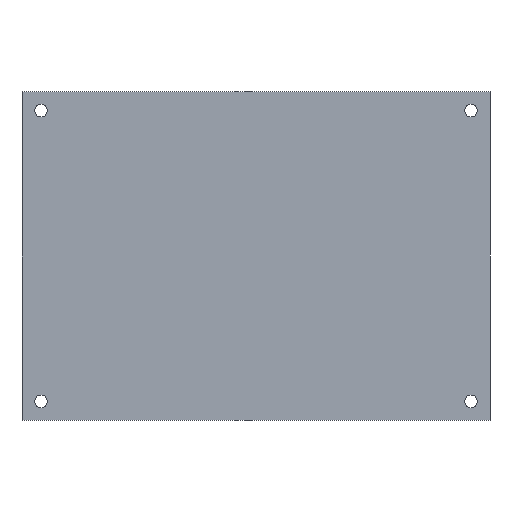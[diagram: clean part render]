
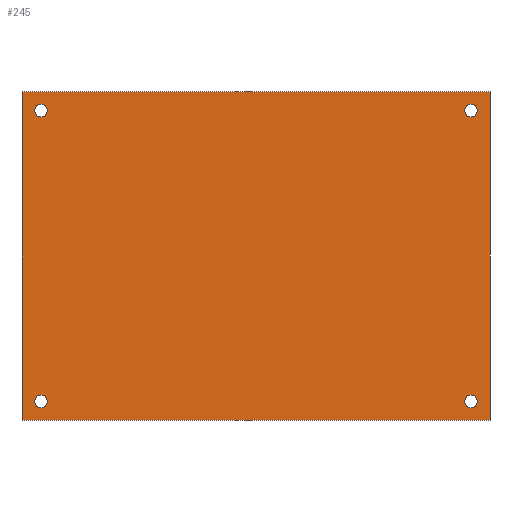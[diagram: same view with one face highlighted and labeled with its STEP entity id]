
A CAD part, front view. The second image highlights one B-rep face of the part: STEP entity #245.
In plain terms, the highlighted planar face has unit normal (0, -1, 0).
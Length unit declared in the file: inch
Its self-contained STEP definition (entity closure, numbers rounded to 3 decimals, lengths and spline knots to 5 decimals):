
#9 = EDGE_CURVE ( 'NONE', #311, #395, #418, .T. ) ;
#13 = AXIS2_PLACEMENT_3D ( 'NONE', #484, #74, #352 ) ;
#14 = EDGE_LOOP ( 'NONE', ( #400, #215 ) ) ;
#18 = CARTESIAN_POINT ( 'NONE',  ( 8.5, 0., -6. ) ) ;
#20 = VERTEX_POINT ( 'NONE', #519 ) ;
#23 = CIRCLE ( 'NONE', #296, 0.25 ) ;
#24 = VERTEX_POINT ( 'NONE', #248 ) ;
#25 = EDGE_CURVE ( 'NONE', #396, #439, #338, .T. ) ;
#26 = CARTESIAN_POINT ( 'NONE',  ( -9.25, 0., -6.5 ) ) ;
#27 = CARTESIAN_POINT ( 'NONE',  ( -9.25, 0., -6.5 ) ) ;
#30 = FACE_BOUND ( 'NONE', #33, .T. ) ;
#33 = EDGE_LOOP ( 'NONE', ( #461, #56 ) ) ;
#34 = PLANE ( 'NONE',  #188 ) ;
#36 = EDGE_CURVE ( 'NONE', #108, #20, #151, .T. ) ;
#39 = CARTESIAN_POINT ( 'NONE',  ( 8.5, 0., 6. ) ) ;
#56 = ORIENTED_EDGE ( 'NONE', *, *, #525, .F. ) ;
#64 = ORIENTED_EDGE ( 'NONE', *, *, #193, .F. ) ;
#74 = DIRECTION ( 'NONE',  ( 0., -1., 0. ) ) ;
#80 = CARTESIAN_POINT ( 'NONE',  ( -9.25, 0., 6.5 ) ) ;
#82 = ORIENTED_EDGE ( 'NONE', *, *, #185, .F. ) ;
#84 = AXIS2_PLACEMENT_3D ( 'NONE', #403, #398, #473 ) ;
#93 = DIRECTION ( 'NONE',  ( 0., 1., 0. ) ) ;
#101 = DIRECTION ( 'NONE',  ( 0., -1., 0. ) ) ;
#102 = DIRECTION ( 'NONE',  ( 0., 0., -1. ) ) ;
#104 = CIRCLE ( 'NONE', #312, 0.25 ) ;
#106 = DIRECTION ( 'NONE',  ( 0., -1., 0. ) ) ;
#107 = AXIS2_PLACEMENT_3D ( 'NONE', #160, #106, #203 ) ;
#108 = VERTEX_POINT ( 'NONE', #27 ) ;
#116 = CARTESIAN_POINT ( 'NONE',  ( 8.5, 0., 5.75 ) ) ;
#122 = VERTEX_POINT ( 'NONE', #531 ) ;
#134 = EDGE_LOOP ( 'NONE', ( #187, #497 ) ) ;
#137 = EDGE_LOOP ( 'NONE', ( #363, #158, #82, #228 ) ) ;
#144 = CARTESIAN_POINT ( 'NONE',  ( 8.5, 0., -5.5 ) ) ;
#147 = CARTESIAN_POINT ( 'NONE',  ( -9.25, 0., 6.5 ) ) ;
#151 = LINE ( 'NONE', #323, #181 ) ;
#158 = ORIENTED_EDGE ( 'NONE', *, *, #231, .F. ) ;
#160 = CARTESIAN_POINT ( 'NONE',  ( -8.5, 0., -5.75 ) ) ;
#161 = DIRECTION ( 'NONE',  ( 0., 0., -1. ) ) ;
#164 = DIRECTION ( 'NONE',  ( 0., -1., 0. ) ) ;
#168 = CARTESIAN_POINT ( 'NONE',  ( 8.5, 0., 5.5 ) ) ;
#181 = VECTOR ( 'NONE', #482, 39.37008 ) ;
#184 = EDGE_LOOP ( 'NONE', ( #528, #64 ) ) ;
#185 = EDGE_CURVE ( 'NONE', #20, #456, #192, .T. ) ;
#187 = ORIENTED_EDGE ( 'NONE', *, *, #446, .F. ) ;
#188 = AXIS2_PLACEMENT_3D ( 'NONE', #80, #93, #481 ) ;
#190 = VERTEX_POINT ( 'NONE', #516 ) ;
#192 = LINE ( 'NONE', #147, #427 ) ;
#193 = EDGE_CURVE ( 'NONE', #122, #24, #303, .T. ) ;
#203 = DIRECTION ( 'NONE',  ( 0., 0., -1. ) ) ;
#215 = ORIENTED_EDGE ( 'NONE', *, *, #25, .F. ) ;
#216 = AXIS2_PLACEMENT_3D ( 'NONE', #468, #308, #102 ) ;
#226 = CARTESIAN_POINT ( 'NONE',  ( -8.5, 0., -5.5 ) ) ;
#228 = ORIENTED_EDGE ( 'NONE', *, *, #36, .F. ) ;
#229 = CIRCLE ( 'NONE', #216, 0.25 ) ;
#230 = CARTESIAN_POINT ( 'NONE',  ( -8.5, 0., 5.75 ) ) ;
#231 = EDGE_CURVE ( 'NONE', #456, #190, #510, .T. ) ;
#234 = DIRECTION ( 'NONE',  ( 1., 0., 0. ) ) ;
#238 = CARTESIAN_POINT ( 'NONE',  ( 8.5, 0., 5.75 ) ) ;
#239 = DIRECTION ( 'NONE',  ( 0., -1., 0. ) ) ;
#245 = ADVANCED_FACE ( 'NONE', ( #289, #454, #409, #255, #30 ), #34, .F. ) ;
#247 = DIRECTION ( 'NONE',  ( 0., 0., -1. ) ) ;
#248 = CARTESIAN_POINT ( 'NONE',  ( -8.5, 0., 5.5 ) ) ;
#249 = DIRECTION ( 'NONE',  ( 0., -1., 0. ) ) ;
#255 = FACE_BOUND ( 'NONE', #134, .T. ) ;
#263 = VECTOR ( 'NONE', #161, 39.37008 ) ;
#275 = DIRECTION ( 'NONE',  ( -1., 0., 0. ) ) ;
#279 = EDGE_CURVE ( 'NONE', #24, #122, #23, .T. ) ;
#280 = CIRCLE ( 'NONE', #13, 0.25 ) ;
#289 = FACE_OUTER_BOUND ( 'NONE', #137, .T. ) ;
#296 = AXIS2_PLACEMENT_3D ( 'NONE', #230, #101, #306 ) ;
#303 = CIRCLE ( 'NONE', #458, 0.25 ) ;
#306 = DIRECTION ( 'NONE',  ( 0., 0., -1. ) ) ;
#308 = DIRECTION ( 'NONE',  ( 0., -1., 0. ) ) ;
#309 = CARTESIAN_POINT ( 'NONE',  ( -8.5, 0., 5.75 ) ) ;
#311 = VERTEX_POINT ( 'NONE', #144 ) ;
#312 = AXIS2_PLACEMENT_3D ( 'NONE', #238, #249, #415 ) ;
#313 = CARTESIAN_POINT ( 'NONE',  ( -8.5, 0., -6. ) ) ;
#323 = CARTESIAN_POINT ( 'NONE',  ( -9.25, 0., 6.5 ) ) ;
#335 = VECTOR ( 'NONE', #275, 39.37008 ) ;
#338 = CIRCLE ( 'NONE', #107, 0.25 ) ;
#352 = DIRECTION ( 'NONE',  ( 0., 0., -1. ) ) ;
#360 = LINE ( 'NONE', #26, #335 ) ;
#363 = ORIENTED_EDGE ( 'NONE', *, *, #429, .F. ) ;
#373 = EDGE_CURVE ( 'NONE', #439, #396, #229, .T. ) ;
#395 = VERTEX_POINT ( 'NONE', #18 ) ;
#396 = VERTEX_POINT ( 'NONE', #226 ) ;
#398 = DIRECTION ( 'NONE',  ( 0., -1., 0. ) ) ;
#400 = ORIENTED_EDGE ( 'NONE', *, *, #373, .F. ) ;
#403 = CARTESIAN_POINT ( 'NONE',  ( 8.5, 0., -5.75 ) ) ;
#409 = FACE_BOUND ( 'NONE', #184, .T. ) ;
#415 = DIRECTION ( 'NONE',  ( 0., 0., -1. ) ) ;
#418 = CIRCLE ( 'NONE', #84, 0.25 ) ;
#427 = VECTOR ( 'NONE', #234, 39.37008 ) ;
#429 = EDGE_CURVE ( 'NONE', #190, #108, #360, .T. ) ;
#436 = AXIS2_PLACEMENT_3D ( 'NONE', #116, #164, #247 ) ;
#439 = VERTEX_POINT ( 'NONE', #313 ) ;
#444 = CARTESIAN_POINT ( 'NONE',  ( 9.25, 0., 6.5 ) ) ;
#446 = EDGE_CURVE ( 'NONE', #395, #311, #280, .T. ) ;
#454 = FACE_BOUND ( 'NONE', #14, .T. ) ;
#456 = VERTEX_POINT ( 'NONE', #444 ) ;
#458 = AXIS2_PLACEMENT_3D ( 'NONE', #309, #239, #495 ) ;
#461 = ORIENTED_EDGE ( 'NONE', *, *, #471, .F. ) ;
#463 = VERTEX_POINT ( 'NONE', #168 ) ;
#468 = CARTESIAN_POINT ( 'NONE',  ( -8.5, 0., -5.75 ) ) ;
#469 = CARTESIAN_POINT ( 'NONE',  ( 9.25, 0., 6.5 ) ) ;
#471 = EDGE_CURVE ( 'NONE', #463, #529, #532, .T. ) ;
#473 = DIRECTION ( 'NONE',  ( 0., 0., -1. ) ) ;
#481 = DIRECTION ( 'NONE',  ( 0., 0., 1. ) ) ;
#482 = DIRECTION ( 'NONE',  ( 0., 0., 1. ) ) ;
#484 = CARTESIAN_POINT ( 'NONE',  ( 8.5, 0., -5.75 ) ) ;
#495 = DIRECTION ( 'NONE',  ( 0., 0., -1. ) ) ;
#497 = ORIENTED_EDGE ( 'NONE', *, *, #9, .F. ) ;
#510 = LINE ( 'NONE', #469, #263 ) ;
#516 = CARTESIAN_POINT ( 'NONE',  ( 9.25, 0., -6.5 ) ) ;
#519 = CARTESIAN_POINT ( 'NONE',  ( -9.25, 0., 6.5 ) ) ;
#525 = EDGE_CURVE ( 'NONE', #529, #463, #104, .T. ) ;
#528 = ORIENTED_EDGE ( 'NONE', *, *, #279, .F. ) ;
#529 = VERTEX_POINT ( 'NONE', #39 ) ;
#531 = CARTESIAN_POINT ( 'NONE',  ( -8.5, 0., 6. ) ) ;
#532 = CIRCLE ( 'NONE', #436, 0.25 ) ;
